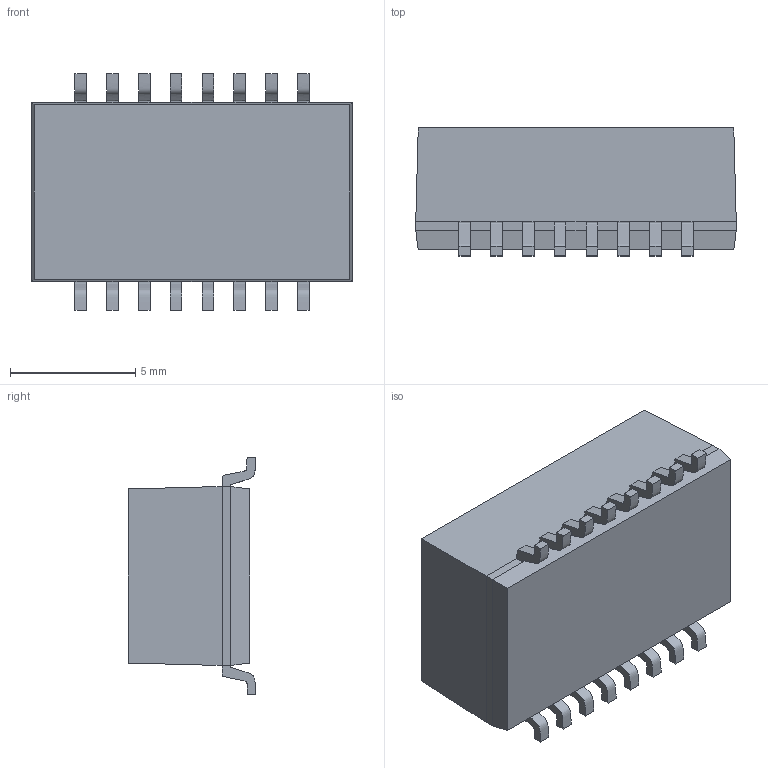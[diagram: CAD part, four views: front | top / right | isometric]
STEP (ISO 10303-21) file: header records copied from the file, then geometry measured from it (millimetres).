
FILE_DESCRIPTION (( 'STEP AP214' ), '1' );
FILE_NAME ('TM1198NL.STEP', '2022-11-04T10:02:30', ( '' ), ( '' ), 'SwSTEP 2.0', 'SolidWorks 2022', '' );
FILE_SCHEMA (( 'AUTOMOTIVE_DESIGN' ));
Length unit declared in the file: millimetre
Products named in the file (1): TM1198NL
Bounding box: 12.8 x 5.1 x 9.45 mm (x, y, z)
Volume: 439.6 mm3; surface area: 417.4 mm2
Topology: 1 solids, 1 shells, 386 faces, 978 edges, 628 vertices
Faces by surface type: plane 263, bspline 121, cylinder 2
Entity records: 19051 total; most frequent: CARTESIAN_POINT 10290, ORIENTED_EDGE 1956, DIRECTION 1272, EDGE_CURVE 978, VECTOR 732, LINE 732, VERTEX_POINT 628, EDGE_LOOP 420
